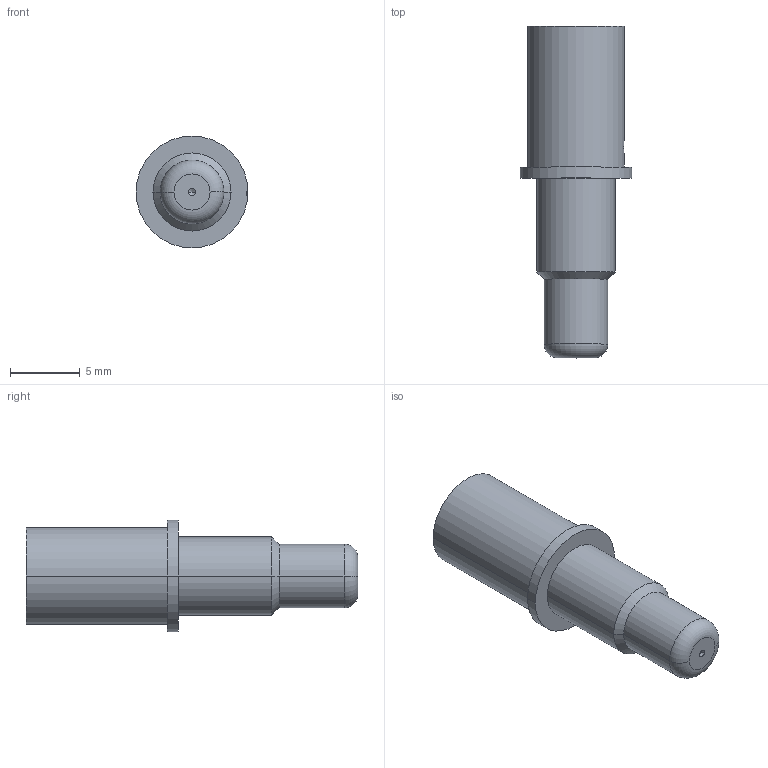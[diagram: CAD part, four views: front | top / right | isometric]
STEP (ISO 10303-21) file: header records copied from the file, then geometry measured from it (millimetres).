
FILE_DESCRIPTION((''),'2;1');
FILE_NAME('00171473002','2020-09-11T',('presta_be4'),(''),'CREO PARAMETRIC BY PTC INC, 2018360','CREO PARAMETRIC BY PTC INC, 2018360','');
FILE_SCHEMA(('CONFIG_CONTROL_DESIGN'));
Length unit declared in the file: millimetre
Products named in the file (1): 00171473002
Bounding box: 8.03 x 23.82 x 8.03 mm (x, y, z)
Volume: 434.4 mm3; surface area: 716.7 mm2
Topology: 1 solids, 1 shells, 66 faces, 174 edges, 110 vertices
Faces by surface type: plane 44, cylinder 14, cone 6, torus 2
Entity records: 2075 total; most frequent: CARTESIAN_POINT 451, ORIENTED_EDGE 340, DIRECTION 306, EDGE_CURVE 170, VERTEX_POINT 110, VECTOR 106, LINE 106, AXIS2_PLACEMENT_3D 100
